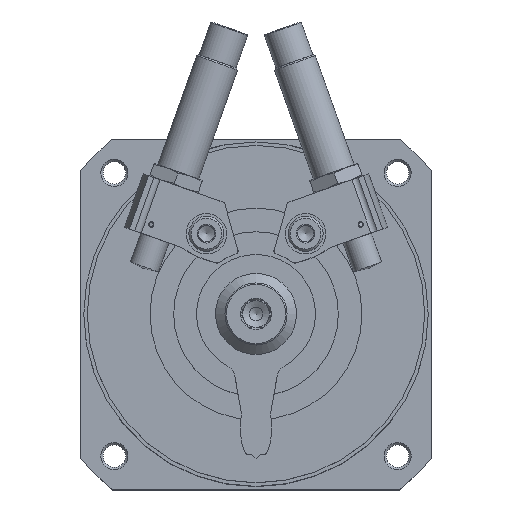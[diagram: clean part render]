
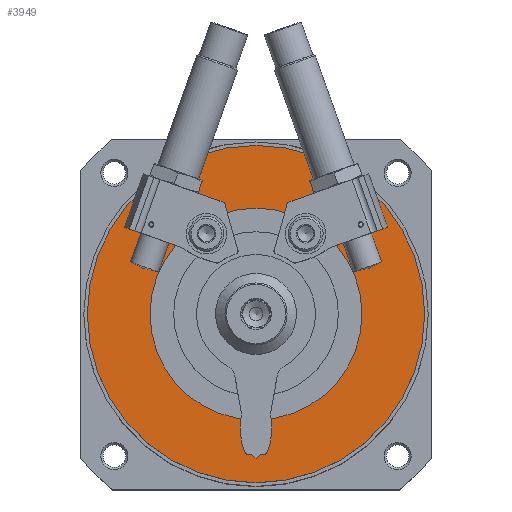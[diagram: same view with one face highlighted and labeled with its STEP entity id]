
A CAD part, top view. The second image highlights one B-rep face of the part: STEP entity #3949.
In plain terms, the highlighted face is planar.
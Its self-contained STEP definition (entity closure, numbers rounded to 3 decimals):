
#169=PLANE('',#4369);
#829=ORIENTED_EDGE('',*,*,#1803,.F.);
#830=ORIENTED_EDGE('',*,*,#1804,.T.);
#1803=EDGE_CURVE('',#2302,#2302,#2681,.T.);
#1804=EDGE_CURVE('',#2303,#2303,#2682,.T.);
#2302=VERTEX_POINT('',#6389);
#2303=VERTEX_POINT('',#6391);
#2681=CIRCLE('',#4370,62.5);
#2682=CIRCLE('',#4371,39.25);
#2967=EDGE_LOOP('',(#829));
#2968=EDGE_LOOP('',(#830));
#3420=FACE_BOUND('',#2967,.T.);
#3421=FACE_BOUND('',#2968,.T.);
#3949=ADVANCED_FACE('',(#3420,#3421),#169,.F.);
#4369=AXIS2_PLACEMENT_3D('',#6387,#5022,#5023);
#4370=AXIS2_PLACEMENT_3D('',#6388,#5024,#5025);
#4371=AXIS2_PLACEMENT_3D('',#6390,#5026,#5027);
#5022=DIRECTION('',(1.,0.,0.));
#5023=DIRECTION('',(0.,0.,-1.));
#5024=DIRECTION('',(1.,0.,0.));
#5025=DIRECTION('',(0.,0.,-1.));
#5026=DIRECTION('',(1.,0.,0.));
#5027=DIRECTION('',(0.,0.,-1.));
#6387=CARTESIAN_POINT('',(-114.,0.,0.));
#6388=CARTESIAN_POINT('',(-114.,0.,0.));
#6389=CARTESIAN_POINT('',(-114.,0.,-62.5));
#6390=CARTESIAN_POINT('',(-114.,0.,0.));
#6391=CARTESIAN_POINT('',(-114.,0.,-39.25));
